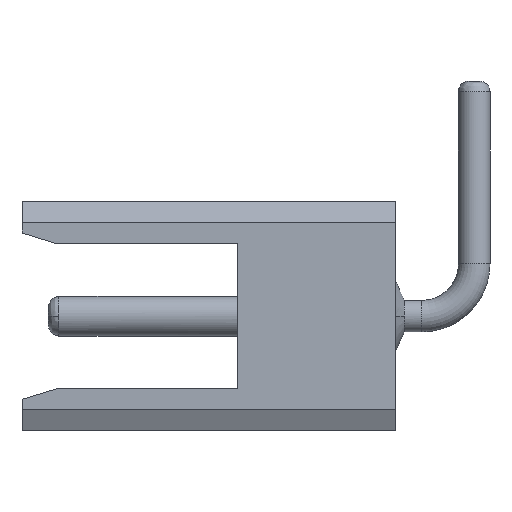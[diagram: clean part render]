
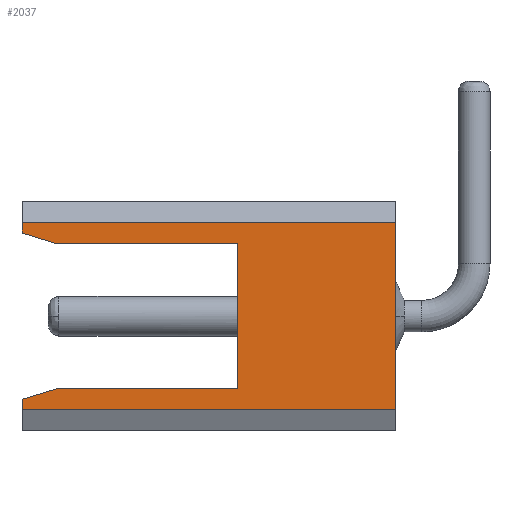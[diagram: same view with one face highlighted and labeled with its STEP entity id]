
A CAD part, left-side view. The second image highlights one B-rep face of the part: STEP entity #2037.
In plain terms, the highlighted planar face has unit normal (-1, 0, 0).
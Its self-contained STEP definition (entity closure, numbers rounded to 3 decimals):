
#229=CARTESIAN_POINT('',(35.56,0.,-3.05));
#230=VERTEX_POINT('',#229);
#237=CARTESIAN_POINT('',(35.56,0.,0.51));
#238=VERTEX_POINT('',#237);
#239=CARTESIAN_POINT('',(35.56,0.,0.51));
#240=DIRECTION('',(0.,0.,-1.));
#241=VECTOR('',#240,3.56);
#242=LINE('',#239,#241);
#243=EDGE_CURVE('',#238,#230,#242,.T.);
#934=CARTESIAN_POINT('',(35.56,3.,-2.65));
#935=VERTEX_POINT('',#934);
#942=CARTESIAN_POINT('',(35.56,3.,0.11));
#943=VERTEX_POINT('',#942);
#944=CARTESIAN_POINT('',(35.56,3.,0.11));
#945=DIRECTION('',(0.,0.,-1.));
#946=VECTOR('',#945,2.76);
#947=LINE('',#944,#946);
#948=EDGE_CURVE('',#943,#935,#947,.T.);
#1968=CARTESIAN_POINT('',(35.56,1.464,-1.123));
#1969=DIRECTION('',(0.,1.,0.));
#1970=DIRECTION('',(1.,0.,0.));
#1971=AXIS2_PLACEMENT_3D('',#1968,#1970,#1969);
#1972=PLANE('',#1971);
#1973=CARTESIAN_POINT('',(35.56,7.1,-3.05));
#1974=VERTEX_POINT('',#1973);
#1975=CARTESIAN_POINT('',(35.56,0.,-3.05));
#1976=DIRECTION('',(0.,1.,0.));
#1977=VECTOR('',#1976,7.1);
#1978=LINE('',#1975,#1977);
#1979=EDGE_CURVE('',#230,#1974,#1978,.T.);
#1980=ORIENTED_EDGE('',*,*,#1979,.T.);
#1981=CARTESIAN_POINT('',(35.56,7.1,-2.85));
#1982=VERTEX_POINT('',#1981);
#1983=CARTESIAN_POINT('',(35.56,7.1,-3.05));
#1984=DIRECTION('',(0.,0.,1.));
#1985=VECTOR('',#1984,0.2);
#1986=LINE('',#1983,#1985);
#1987=EDGE_CURVE('',#1974,#1982,#1986,.T.);
#1988=ORIENTED_EDGE('',*,*,#1987,.T.);
#1989=CARTESIAN_POINT('',(35.56,6.45,-2.65));
#1990=VERTEX_POINT('',#1989);
#1991=CARTESIAN_POINT('',(35.56,7.1,-2.85));
#1992=DIRECTION('',(0.,-0.956,0.294));
#1993=VECTOR('',#1992,0.68);
#1994=LINE('',#1991,#1993);
#1995=EDGE_CURVE('',#1982,#1990,#1994,.T.);
#1996=ORIENTED_EDGE('',*,*,#1995,.T.);
#1997=CARTESIAN_POINT('',(35.56,3.,-2.65));
#1998=DIRECTION('',(0.,1.,0.));
#1999=VECTOR('',#1998,3.45);
#2000=LINE('',#1997,#1999);
#2001=EDGE_CURVE('',#935,#1990,#2000,.T.);
#2002=ORIENTED_EDGE('',*,*,#2001,.F.);
#2003=ORIENTED_EDGE('',*,*,#948,.F.);
#2004=CARTESIAN_POINT('',(35.56,6.45,0.11));
#2005=VERTEX_POINT('',#2004);
#2006=CARTESIAN_POINT('',(35.56,3.,0.11));
#2007=DIRECTION('',(0.,1.,0.));
#2008=VECTOR('',#2007,3.45);
#2009=LINE('',#2006,#2008);
#2010=EDGE_CURVE('',#943,#2005,#2009,.T.);
#2011=ORIENTED_EDGE('',*,*,#2010,.T.);
#2012=CARTESIAN_POINT('',(35.56,7.1,0.31));
#2013=VERTEX_POINT('',#2012);
#2014=CARTESIAN_POINT('',(35.56,7.1,0.31));
#2015=DIRECTION('',(0.,-0.956,-0.294));
#2016=VECTOR('',#2015,0.68);
#2017=LINE('',#2014,#2016);
#2018=EDGE_CURVE('',#2013,#2005,#2017,.T.);
#2019=ORIENTED_EDGE('',*,*,#2018,.F.);
#2020=CARTESIAN_POINT('',(35.56,7.1,0.51));
#2021=VERTEX_POINT('',#2020);
#2022=CARTESIAN_POINT('',(35.56,7.1,0.51));
#2023=DIRECTION('',(0.,0.,-1.));
#2024=VECTOR('',#2023,0.2);
#2025=LINE('',#2022,#2024);
#2026=EDGE_CURVE('',#2021,#2013,#2025,.T.);
#2027=ORIENTED_EDGE('',*,*,#2026,.F.);
#2028=CARTESIAN_POINT('',(35.56,0.,0.51));
#2029=DIRECTION('',(0.,1.,0.));
#2030=VECTOR('',#2029,7.1);
#2031=LINE('',#2028,#2030);
#2032=EDGE_CURVE('',#238,#2021,#2031,.T.);
#2033=ORIENTED_EDGE('',*,*,#2032,.F.);
#2034=ORIENTED_EDGE('',*,*,#243,.T.);
#2035=EDGE_LOOP('',(#1980,#1988,#1996,#2002,#2003,#2011,#2019,#2027,#2033,#2034));
#2036=FACE_OUTER_BOUND('',#2035,.F.);
#2037=ADVANCED_FACE('',(#2036),#1972,.F.);
